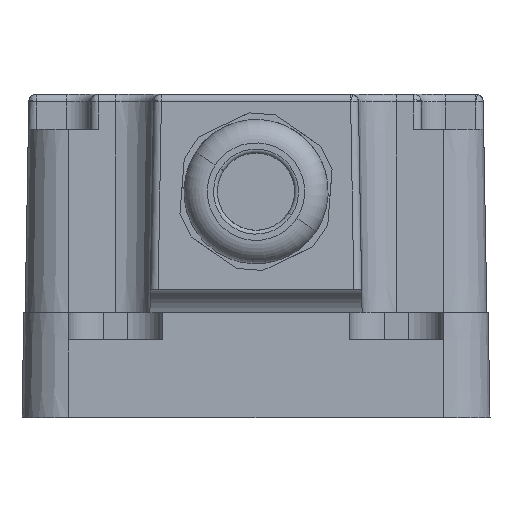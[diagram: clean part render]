
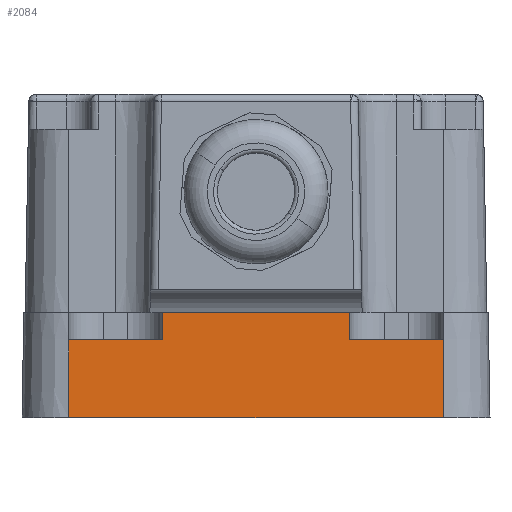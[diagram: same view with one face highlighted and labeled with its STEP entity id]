
A CAD part, front view. The second image highlights one B-rep face of the part: STEP entity #2084.
In plain terms, the highlighted planar face has unit normal (0, -1, 0.018).
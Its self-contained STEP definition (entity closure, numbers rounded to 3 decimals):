
#2025=AXIS2_PLACEMENT_3D('Plane Axis2P3D',#2022,#2023,#2024) ;
#1998=CARTESIAN_POINT('Vertex',(6.,26.332,0.)) ;
#2001=CARTESIAN_POINT('Line Origine',(6.,-8696.871,-499751.978)) ;
#2005=CARTESIAN_POINT('Vertex',(6.,26.507,10.)) ;
#2022=CARTESIAN_POINT('Axis2P3D Location',(0.,26.332,0.)) ;
#2027=CARTESIAN_POINT('Line Origine',(30.,26.332,0.)) ;
#2031=CARTESIAN_POINT('Vertex',(54.,26.332,0.)) ;
#2034=CARTESIAN_POINT('Line Origine',(54.,26.419,5.)) ;
#2038=CARTESIAN_POINT('Vertex',(54.,26.507,10.)) ;
#2041=CARTESIAN_POINT('Line Origine',(48.,26.507,10.)) ;
#2045=CARTESIAN_POINT('Vertex',(42.,26.507,10.)) ;
#2048=CARTESIAN_POINT('Line Origine',(42.,26.537,11.75)) ;
#2052=CARTESIAN_POINT('Vertex',(42.,26.568,13.5)) ;
#2055=CARTESIAN_POINT('Line Origine',(30.,26.568,13.5)) ;
#2059=CARTESIAN_POINT('Vertex',(18.,26.568,13.5)) ;
#2062=CARTESIAN_POINT('Line Origine',(18.,26.537,11.75)) ;
#2066=CARTESIAN_POINT('Vertex',(18.,26.507,10.)) ;
#2069=CARTESIAN_POINT('Line Origine',(12.,26.507,10.)) ;
#2002=DIRECTION('Vector Direction',(0.,-0.017,-1.)) ;
#2023=DIRECTION('Axis2P3D Direction',(0.,1.,-0.017)) ;
#2024=DIRECTION('Axis2P3D XDirection',(1.,0.,0.)) ;
#2028=DIRECTION('Vector Direction',(1.,0.,0.)) ;
#2035=DIRECTION('Vector Direction',(0.,-0.017,-1.)) ;
#2042=DIRECTION('Vector Direction',(1.,0.,0.)) ;
#2049=DIRECTION('Vector Direction',(0.,-0.017,-1.)) ;
#2056=DIRECTION('Vector Direction',(1.,0.,0.)) ;
#2063=DIRECTION('Vector Direction',(0.,-0.017,-1.)) ;
#2070=DIRECTION('Vector Direction',(1.,0.,0.)) ;
#2003=VECTOR('Line Direction',#2002,1.) ;
#2029=VECTOR('Line Direction',#2028,1.) ;
#2036=VECTOR('Line Direction',#2035,1.) ;
#2043=VECTOR('Line Direction',#2042,1.) ;
#2050=VECTOR('Line Direction',#2049,1.) ;
#2057=VECTOR('Line Direction',#2056,1.) ;
#2064=VECTOR('Line Direction',#2063,1.) ;
#2071=VECTOR('Line Direction',#2070,1.) ;
#2075=ORIENTED_EDGE('',*,*,#2007,.F.) ;
#2076=ORIENTED_EDGE('',*,*,#2033,.F.) ;
#2077=ORIENTED_EDGE('',*,*,#2040,.T.) ;
#2078=ORIENTED_EDGE('',*,*,#2047,.T.) ;
#2079=ORIENTED_EDGE('',*,*,#2054,.F.) ;
#2080=ORIENTED_EDGE('',*,*,#2061,.F.) ;
#2081=ORIENTED_EDGE('',*,*,#2068,.T.) ;
#2082=ORIENTED_EDGE('',*,*,#2073,.F.) ;
#2084=ADVANCED_FACE('Hauptk\X2\00F6\X0\rper',(#2083),#2026,.F.) ;
#2007=EDGE_CURVE('',#1999,#2006,#2004,.F.) ;
#2033=EDGE_CURVE('',#2032,#1999,#2030,.F.) ;
#2040=EDGE_CURVE('',#2032,#2039,#2037,.F.) ;
#2047=EDGE_CURVE('',#2039,#2046,#2044,.F.) ;
#2054=EDGE_CURVE('',#2053,#2046,#2051,.T.) ;
#2061=EDGE_CURVE('',#2060,#2053,#2058,.T.) ;
#2068=EDGE_CURVE('',#2060,#2067,#2065,.T.) ;
#2073=EDGE_CURVE('',#2006,#2067,#2072,.T.) ;
#2074=EDGE_LOOP('',(#2075,#2076,#2077,#2078,#2079,#2080,#2081,#2082)) ;
#2083=FACE_OUTER_BOUND('',#2074,.T.) ;
#2004=LINE('Line',#2001,#2003) ;
#2030=LINE('Line',#2027,#2029) ;
#2037=LINE('Line',#2034,#2036) ;
#2044=LINE('Line',#2041,#2043) ;
#2051=LINE('Line',#2048,#2050) ;
#2058=LINE('Line',#2055,#2057) ;
#2065=LINE('Line',#2062,#2064) ;
#2072=LINE('Line',#2069,#2071) ;
#2026=PLANE('',#2025) ;
#1999=VERTEX_POINT('',#1998) ;
#2006=VERTEX_POINT('',#2005) ;
#2032=VERTEX_POINT('',#2031) ;
#2039=VERTEX_POINT('',#2038) ;
#2046=VERTEX_POINT('',#2045) ;
#2053=VERTEX_POINT('',#2052) ;
#2060=VERTEX_POINT('',#2059) ;
#2067=VERTEX_POINT('',#2066) ;
